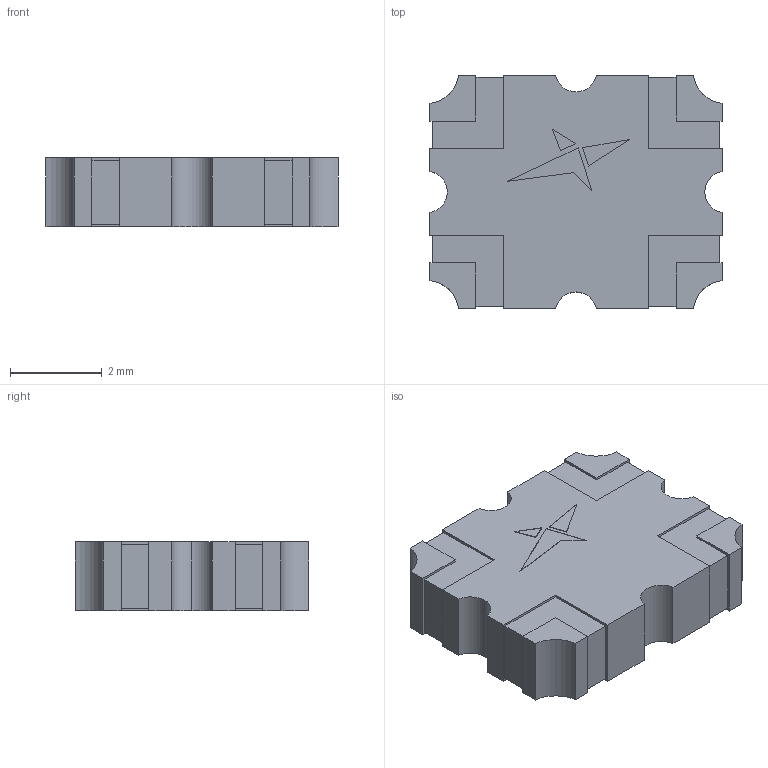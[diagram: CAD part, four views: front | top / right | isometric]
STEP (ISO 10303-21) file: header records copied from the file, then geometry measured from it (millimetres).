
FILE_DESCRIPTION (( 'STEP AP214' ), '1' );
FILE_NAME ('HC125A.STEP', '2024-02-11T11:13:03', ( '' ), ( '' ), 'SwSTEP 2.0', 'SolidWorks 2022', '' );
FILE_SCHEMA (( 'AUTOMOTIVE_DESIGN' ));
Length unit declared in the file: millimetre
Products named in the file (1): HC125A
Bounding box: 6.35 x 5.08 x 1.51 mm (x, y, z)
Volume: 44.3 mm3; surface area: 97.4 mm2
Topology: 1 solids, 1 shells, 80 faces, 225 edges, 150 vertices
Faces by surface type: plane 71, cylinder 9
Entity records: 3153 total; most frequent: CARTESIAN_POINT 456, ORIENTED_EDGE 450, DIRECTION 405, EDGE_CURVE 225, VECTOR 207, LINE 207, VERTEX_POINT 150, AXIS2_PLACEMENT_3D 99
